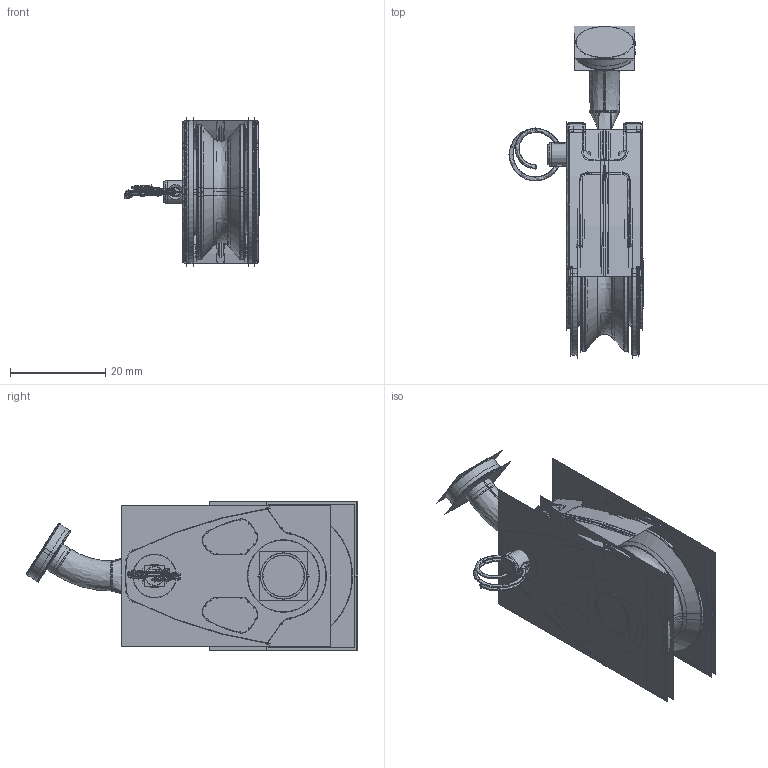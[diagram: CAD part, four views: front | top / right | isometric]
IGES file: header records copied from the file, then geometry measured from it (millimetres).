
Start section:  PTC IGES file: a9031-873.igs
Global section: file name: a9031-873.igs; native system: Creo Parametric by PTC Inc.; preprocessor: 2021404; author: Student; organization: Unknown; date: 20220524.163249; units: millimetre
Bounding box: 28.24 x 69.54 x 31.2 mm (x, y, z)
Surface area: 40947.7 mm2 (no closed solid volume)
Topology: 0 solids, 0 shells, 1030 faces, 13175 edges, 17210 vertices
Faces by surface type: revolution 850, bspline 180
